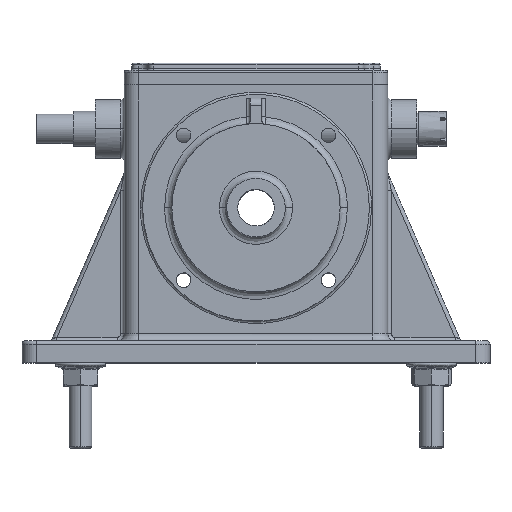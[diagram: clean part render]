
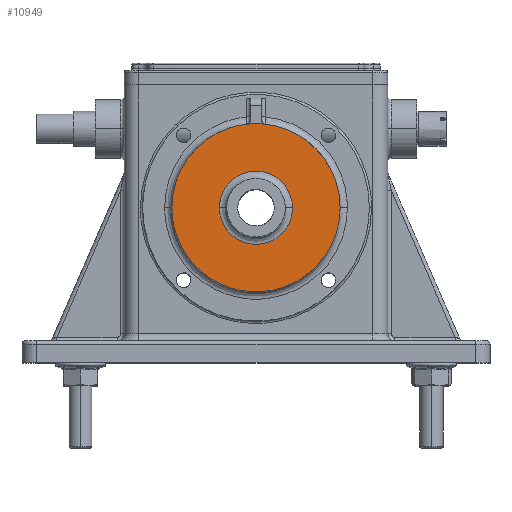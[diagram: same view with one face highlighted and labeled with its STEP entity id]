
A CAD part, top view. The second image highlights one B-rep face of the part: STEP entity #10949.
In plain terms, the highlighted free-form (B-spline) face has degree [1, 1] with [2, 2] control points.
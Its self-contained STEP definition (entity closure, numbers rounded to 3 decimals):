
#10132 = VERTEX_POINT('',#10133);
#10133 = CARTESIAN_POINT('',(6.408,-5.799,
    233.973));
#10139 = EDGE_CURVE('',#10132,#10140,#10142,.T.);
#10140 = VERTEX_POINT('',#10141);
#10141 = CARTESIAN_POINT('',(-24.057,-5.799,
    233.973));
#10142 = ( BOUNDED_CURVE() B_SPLINE_CURVE(2,(#10143,#10144,#10145,#10146
,#10147),.UNSPECIFIED.,.F.,.F.) B_SPLINE_CURVE_WITH_KNOTS((3,2,3),(0.,
1.571,3.142),.PIECEWISE_BEZIER_KNOTS.) CURVE() 
GEOMETRIC_REPRESENTATION_ITEM() RATIONAL_B_SPLINE_CURVE((1.,
0.707,1.,0.707,1.)) REPRESENTATION_ITEM('') );
#10143 = CARTESIAN_POINT('',(6.408,-5.799,
    233.973));
#10144 = CARTESIAN_POINT('',(6.408,-21.032,
    233.973));
#10145 = CARTESIAN_POINT('',(-8.825,-21.032,
    233.973));
#10146 = CARTESIAN_POINT('',(-24.057,-21.032,
    233.973));
#10147 = CARTESIAN_POINT('',(-24.057,-5.799,
    233.973));
#10572 = EDGE_CURVE('',#10573,#10575,#10577,.T.);
#10573 = VERTEX_POINT('',#10574);
#10574 = CARTESIAN_POINT('',(26.21,-5.799,
    233.973));
#10575 = VERTEX_POINT('',#10576);
#10576 = CARTESIAN_POINT('',(-43.86,-5.799,
    233.973));
#10577 = ( BOUNDED_CURVE() B_SPLINE_CURVE(2,(#10578,#10579,#10580,#10581
,#10582),.UNSPECIFIED.,.F.,.F.) B_SPLINE_CURVE_WITH_KNOTS((3,2,3),(0.,
1.571,3.142),.PIECEWISE_BEZIER_KNOTS.) CURVE() 
GEOMETRIC_REPRESENTATION_ITEM() RATIONAL_B_SPLINE_CURVE((1.,
0.707,1.,0.707,1.)) REPRESENTATION_ITEM('') );
#10578 = CARTESIAN_POINT('',(26.21,-5.799,
    233.973));
#10579 = CARTESIAN_POINT('',(26.21,29.236,
    233.973));
#10580 = CARTESIAN_POINT('',(-8.825,29.236,
    233.973));
#10581 = CARTESIAN_POINT('',(-43.86,29.236,
    233.973));
#10582 = CARTESIAN_POINT('',(-43.86,-5.799,
    233.973));
#10730 = EDGE_CURVE('',#10575,#10573,#10731,.T.);
#10731 = ( BOUNDED_CURVE() B_SPLINE_CURVE(2,(#10732,#10733,#10734,#10735
,#10736),.UNSPECIFIED.,.F.,.F.) B_SPLINE_CURVE_WITH_KNOTS((3,2,3),(
    3.142,4.712,6.283),
.PIECEWISE_BEZIER_KNOTS.) CURVE() GEOMETRIC_REPRESENTATION_ITEM() 
RATIONAL_B_SPLINE_CURVE((1.,0.707,1.,0.707,1.)) 
REPRESENTATION_ITEM('') );
#10732 = CARTESIAN_POINT('',(-43.86,-5.799,
    233.973));
#10733 = CARTESIAN_POINT('',(-43.86,-40.834,
    233.973));
#10734 = CARTESIAN_POINT('',(-8.825,-40.834,
    233.973));
#10735 = CARTESIAN_POINT('',(26.21,-40.834,
    233.973));
#10736 = CARTESIAN_POINT('',(26.21,-5.799,
    233.973));
#10949 = ADVANCED_FACE('',(#10950,#10961),#10965,.T.);
#10950 = FACE_BOUND('',#10951,.T.);
#10951 = EDGE_LOOP('',(#10952,#10953));
#10952 = ORIENTED_EDGE('',*,*,#10139,.T.);
#10953 = ORIENTED_EDGE('',*,*,#10954,.T.);
#10954 = EDGE_CURVE('',#10140,#10132,#10955,.T.);
#10955 = ( BOUNDED_CURVE() B_SPLINE_CURVE(2,(#10956,#10957,#10958,#10959
,#10960),.UNSPECIFIED.,.F.,.F.) B_SPLINE_CURVE_WITH_KNOTS((3,2,3),(
    3.142,4.712,6.283),
.PIECEWISE_BEZIER_KNOTS.) CURVE() GEOMETRIC_REPRESENTATION_ITEM() 
RATIONAL_B_SPLINE_CURVE((1.,0.707,1.,0.707,1.)) 
REPRESENTATION_ITEM('') );
#10956 = CARTESIAN_POINT('',(-24.057,-5.799,
    233.973));
#10957 = CARTESIAN_POINT('',(-24.057,9.433,
    233.973));
#10958 = CARTESIAN_POINT('',(-8.825,9.433,
    233.973));
#10959 = CARTESIAN_POINT('',(6.408,9.433,
    233.973));
#10960 = CARTESIAN_POINT('',(6.408,-5.799,
    233.973));
#10961 = FACE_BOUND('',#10962,.T.);
#10962 = EDGE_LOOP('',(#10963,#10964));
#10963 = ORIENTED_EDGE('',*,*,#10730,.T.);
#10964 = ORIENTED_EDGE('',*,*,#10572,.T.);
#10965 = B_SPLINE_SURFACE_WITH_KNOTS('',1,1,(
    (#10966,#10967)
    ,(#10968,#10969
    )),.UNSPECIFIED.,.F.,.F.,.F.,(2,2),(2,2),(-36.513,36.513),(
    -36.513,36.513),.PIECEWISE_BEZIER_KNOTS.);
#10966 = CARTESIAN_POINT('',(-43.86,-40.834,
    233.973));
#10967 = CARTESIAN_POINT('',(-43.86,29.236,
    233.973));
#10968 = CARTESIAN_POINT('',(26.21,-40.834,
    233.973));
#10969 = CARTESIAN_POINT('',(26.21,29.236,
    233.973));
